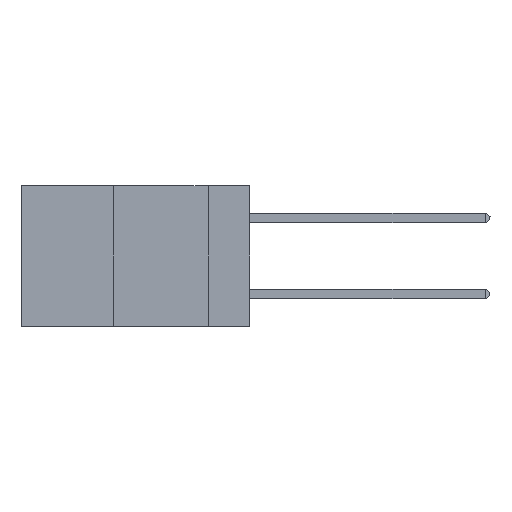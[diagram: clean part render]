
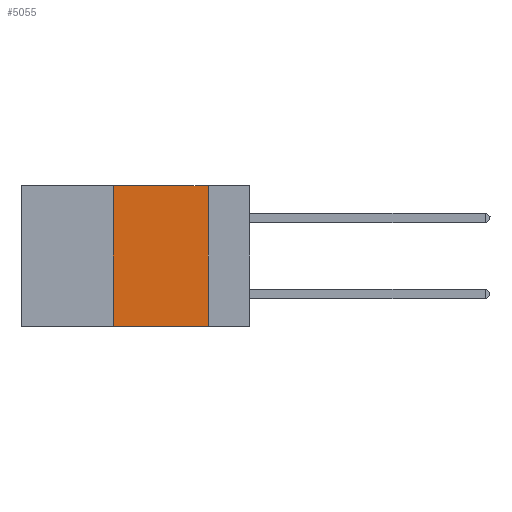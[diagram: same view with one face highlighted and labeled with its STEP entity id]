
A CAD part, left-side view. The second image highlights one B-rep face of the part: STEP entity #5055.
In plain terms, the highlighted planar face has unit normal (-1, 0, 0).
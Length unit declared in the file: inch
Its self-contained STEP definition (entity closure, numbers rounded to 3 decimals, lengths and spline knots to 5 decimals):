
#258 = LINE ( 'NONE', #9987, #15997 ) ;
#747 = DIRECTION ( 'NONE',  ( 0., 0., 1. ) ) ;
#1396 = VERTEX_POINT ( 'NONE', #9673 ) ;
#2028 = VECTOR ( 'NONE', #6495, 39.37008 ) ;
#2186 = ORIENTED_EDGE ( 'NONE', *, *, #10133, .F. ) ;
#3025 = CARTESIAN_POINT ( 'NONE',  ( 0., 0.36, 0. ) ) ;
#3758 = VECTOR ( 'NONE', #747, 39.37008 ) ;
#4857 = EDGE_CURVE ( 'NONE', #17720, #12952, #6930, .T. ) ;
#4881 = CARTESIAN_POINT ( 'NONE',  ( 0., 0.6, 0. ) ) ;
#5055 = ADVANCED_FACE ( 'NONE', ( #15453 ), #8767, .F. ) ;
#5352 = DIRECTION ( 'NONE',  ( 0., -1., 0. ) ) ;
#6495 = DIRECTION ( 'NONE',  ( 0., -1., 0. ) ) ;
#6553 = VERTEX_POINT ( 'NONE', #9648 ) ;
#6930 = LINE ( 'NONE', #3025, #3758 ) ;
#7577 = VECTOR ( 'NONE', #5352, 39.37008 ) ;
#8404 = EDGE_CURVE ( 'NONE', #17720, #1396, #16274, .T. ) ;
#8767 = PLANE ( 'NONE',  #15125 ) ;
#9353 = ORIENTED_EDGE ( 'NONE', *, *, #10682, .F. ) ;
#9648 = CARTESIAN_POINT ( 'NONE',  ( 0., 0.11, 0. ) ) ;
#9673 = CARTESIAN_POINT ( 'NONE',  ( 0., 0.11, -0.37 ) ) ;
#9925 = CARTESIAN_POINT ( 'NONE',  ( 0., 0.6, 0. ) ) ;
#9987 = CARTESIAN_POINT ( 'NONE',  ( 0., 0.11, 0. ) ) ;
#10133 = EDGE_CURVE ( 'NONE', #6553, #1396, #258, .T. ) ;
#10682 = EDGE_CURVE ( 'NONE', #12952, #6553, #18551, .T. ) ;
#11580 = DIRECTION ( 'NONE',  ( 0., 0., -1. ) ) ;
#12952 = VERTEX_POINT ( 'NONE', #18028 ) ;
#15125 = AXIS2_PLACEMENT_3D ( 'NONE', #9925, #17132, #15846 ) ;
#15402 = ORIENTED_EDGE ( 'NONE', *, *, #4857, .F. ) ;
#15453 = FACE_OUTER_BOUND ( 'NONE', #16921, .T. ) ;
#15846 = DIRECTION ( 'NONE',  ( 0., 0., -1. ) ) ;
#15997 = VECTOR ( 'NONE', #11580, 39.37008 ) ;
#16038 = ORIENTED_EDGE ( 'NONE', *, *, #8404, .T. ) ;
#16176 = CARTESIAN_POINT ( 'NONE',  ( 0., 0.6, -0.37 ) ) ;
#16274 = LINE ( 'NONE', #16176, #7577 ) ;
#16921 = EDGE_LOOP ( 'NONE', ( #2186, #9353, #15402, #16038 ) ) ;
#17132 = DIRECTION ( 'NONE',  ( 1., 0., 0. ) ) ;
#17720 = VERTEX_POINT ( 'NONE', #18319 ) ;
#18028 = CARTESIAN_POINT ( 'NONE',  ( 0., 0.36, 0. ) ) ;
#18319 = CARTESIAN_POINT ( 'NONE',  ( 0., 0.36, -0.37 ) ) ;
#18551 = LINE ( 'NONE', #4881, #2028 ) ;
